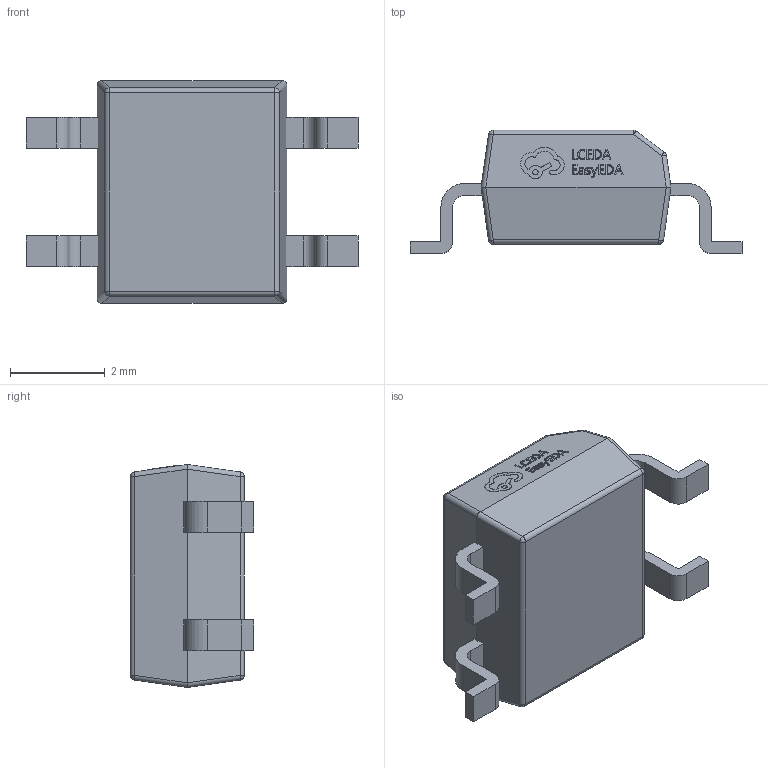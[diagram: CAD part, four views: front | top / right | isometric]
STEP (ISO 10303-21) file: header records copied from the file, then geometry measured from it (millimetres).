
FILE_DESCRIPTION(/* description */ ('STEP AP242','CAx-IF Rec.Pracs.---Representation and Presentation of Product Manufacturing Information (PMI)---4.0---2014-10-13','CAx-IF Rec.Pracs.---3D Tessellated Geometry---0.4---2014-09-14','2;1'),/* implementation_level */ '2;1');
FILE_NAME(/* name */ '6815cf0347edb54ad6d4b3c8',/* time_stamp */ '2025-05-03T08:08:36Z',/* author */ (''),/* organization */ (''),/* preprocessor_version */ 'ST-DEVELOPER v20',/* originating_system */ 'ONSHAPE BY PTC INC, 1.197',/* authorisation */ ' ');
FILE_SCHEMA (('AP242_MANAGED_MODEL_BASED_3D_ENGINEERING_MIM_LF { 1 0 10303 442 1 1 4 }'));
Length unit declared in the file: metre
Products named in the file (1): DIO-BG-SMD_4P-L4.7-W4.0-P2.50-LS7.0-TL~DIO-BG-SMD_4P-L4.7-W4.0-P2.50-
LS7.0-TL~cRWA
Bounding box: 7 x 2.6 x 4.7 mm (x, y, z)
Volume: 42.6 mm3; surface area: 88.2 mm2
Topology: 1 solids, 1 shells, 330 faces, 901 edges, 582 vertices
Faces by surface type: plane 195, cylinder 95, sphere 21, bspline 19
Entity records: 11127 total; most frequent: CARTESIAN_POINT 2334, ORIENTED_EDGE 1766, DIRECTION 1579, EDGE_CURVE 883, VERTEX_POINT 576, LINE 537, VECTOR 537, AXIS2_PLACEMENT_3D 521
